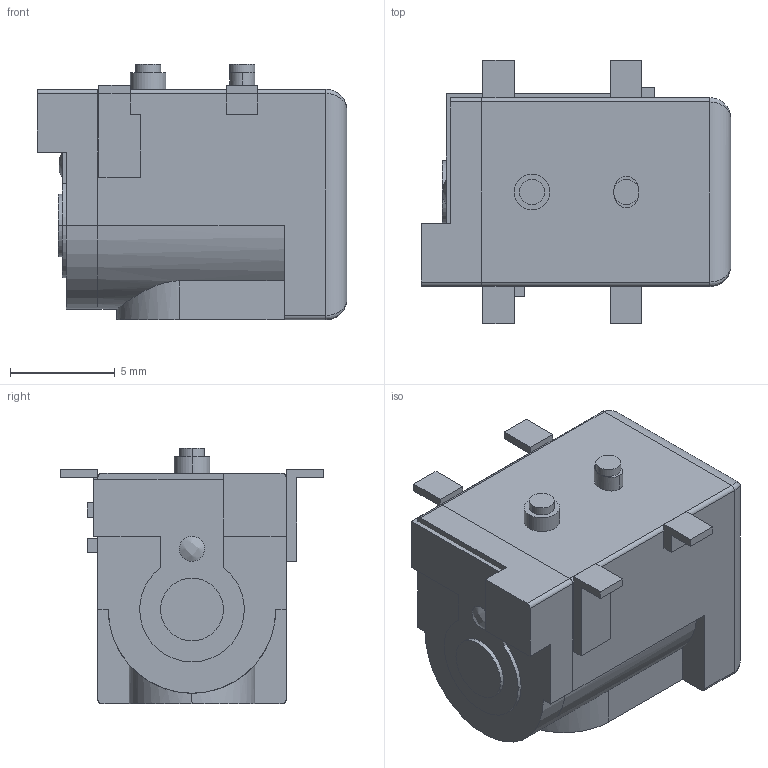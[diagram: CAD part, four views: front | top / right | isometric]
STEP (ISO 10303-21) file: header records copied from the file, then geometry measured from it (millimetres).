
FILE_DESCRIPTION (( 'STEP AP214' ), '1' );
FILE_NAME ('pj-002ah-smt-new coodinates.STEP', '2016-07-10T23:31:29', ( '' ), ( '' ), 'SwSTEP 2.0', 'SolidWorks 2016', '' );
FILE_SCHEMA (( 'AUTOMOTIVE_DESIGN' ));
Length unit declared in the file: millimetre
Products named in the file (8): pj-002ah-smt-new coodinates; pj-002ah-smt_03; pj-002ah-smt_07; pj-002ah-smt_02; pj-002ah-smt_01; pj-002ah-smt_04; pj-002ah-smt_05; pj-002ah-smt_06
Assembly tree (7 placements, depth 2):
  pj-002ah-smt-new coodinates
    pj-002ah-smt_01
    pj-002ah-smt_02
    pj-002ah-smt_03
    pj-002ah-smt_04
    pj-002ah-smt_05
    pj-002ah-smt_06
    pj-002ah-smt_07
Bounding box: 14.8 x 12.6 x 12.2 mm (x, y, z)
Volume: 1231.1 mm3; surface area: 1316.4 mm2
Topology: 7 solids, 7 shells, 126 faces, 301 edges, 192 vertices
Faces by surface type: plane 90, cylinder 29, bspline 7
Entity records: 5524 total; most frequent: CARTESIAN_POINT 992, ORIENTED_EDGE 594, DIRECTION 586, EDGE_CURVE 297, LINE 230, VECTOR 230, VERTEX_POINT 192, AXIS2_PLACEMENT_3D 178
